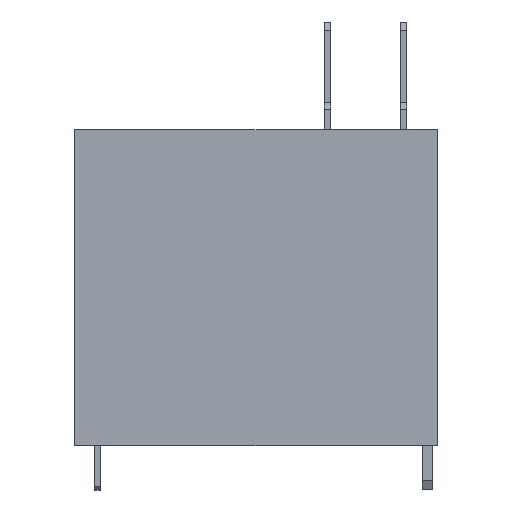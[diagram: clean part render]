
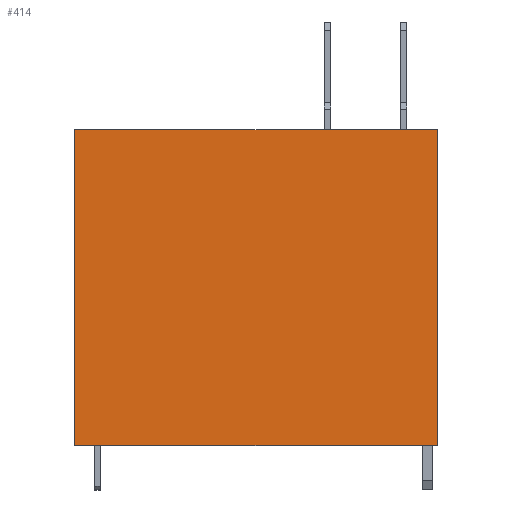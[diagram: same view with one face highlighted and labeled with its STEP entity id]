
A CAD part, top view. The second image highlights one B-rep face of the part: STEP entity #414.
In plain terms, the highlighted planar face has unit normal (0, 0, 1).
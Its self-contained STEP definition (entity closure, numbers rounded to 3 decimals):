
#5 = VERTEX_POINT ( 'NONE', #1103 ) ;
#11 = AXIS2_PLACEMENT_3D ( 'NONE', #198, #2143, #155 ) ;
#41 = EDGE_LOOP ( 'NONE', ( #1969, #188, #733, #2087 ) ) ;
#155 = DIRECTION ( 'NONE',  ( -1., 0., 0. ) ) ;
#181 = LINE ( 'NONE', #2340, #2436 ) ;
#188 = ORIENTED_EDGE ( 'NONE', *, *, #1941, .F. ) ;
#198 = CARTESIAN_POINT ( 'NONE',  ( 0., 24.9, 0. ) ) ;
#365 = CARTESIAN_POINT ( 'NONE',  ( 28.6, 24.9, 0. ) ) ;
#370 = DIRECTION ( 'NONE',  ( 1., 0., 0. ) ) ;
#383 = CARTESIAN_POINT ( 'NONE',  ( 0., 24.9, 0. ) ) ;
#402 = VECTOR ( 'NONE', #754, 1000. ) ;
#408 = EDGE_CURVE ( 'NONE', #1441, #613, #2128, .T. ) ;
#414 = ADVANCED_FACE ( 'NONE', ( #2296 ), #1899, .F. ) ;
#465 = EDGE_CURVE ( 'NONE', #5, #1666, #181, .T. ) ;
#479 = EDGE_CURVE ( 'NONE', #5, #1441, #2524, .T. ) ;
#531 = CARTESIAN_POINT ( 'NONE',  ( 28.6, 24.9, 0. ) ) ;
#585 = LINE ( 'NONE', #365, #402 ) ;
#613 = VERTEX_POINT ( 'NONE', #1732 ) ;
#731 = DIRECTION ( 'NONE',  ( 1., 0., 0. ) ) ;
#733 = ORIENTED_EDGE ( 'NONE', *, *, #465, .F. ) ;
#754 = DIRECTION ( 'NONE',  ( 0., -1., 0. ) ) ;
#766 = VECTOR ( 'NONE', #913, 1000. ) ;
#913 = DIRECTION ( 'NONE',  ( 0., -1., 0. ) ) ;
#1103 = CARTESIAN_POINT ( 'NONE',  ( 0., 24.9, 0. ) ) ;
#1334 = CARTESIAN_POINT ( 'NONE',  ( 0., 0., 0. ) ) ;
#1441 = VERTEX_POINT ( 'NONE', #1805 ) ;
#1666 = VERTEX_POINT ( 'NONE', #531 ) ;
#1732 = CARTESIAN_POINT ( 'NONE',  ( 28.6, 0., 0. ) ) ;
#1805 = CARTESIAN_POINT ( 'NONE',  ( 0., 0., 0. ) ) ;
#1899 = PLANE ( 'NONE',  #11 ) ;
#1941 = EDGE_CURVE ( 'NONE', #1666, #613, #585, .T. ) ;
#1969 = ORIENTED_EDGE ( 'NONE', *, *, #408, .T. ) ;
#2087 = ORIENTED_EDGE ( 'NONE', *, *, #479, .T. ) ;
#2128 = LINE ( 'NONE', #1334, #2311 ) ;
#2143 = DIRECTION ( 'NONE',  ( 0., 0., -1. ) ) ;
#2296 = FACE_OUTER_BOUND ( 'NONE', #41, .T. ) ;
#2311 = VECTOR ( 'NONE', #370, 1000. ) ;
#2340 = CARTESIAN_POINT ( 'NONE',  ( 0., 24.9, 0. ) ) ;
#2436 = VECTOR ( 'NONE', #731, 1000. ) ;
#2524 = LINE ( 'NONE', #383, #766 ) ;
